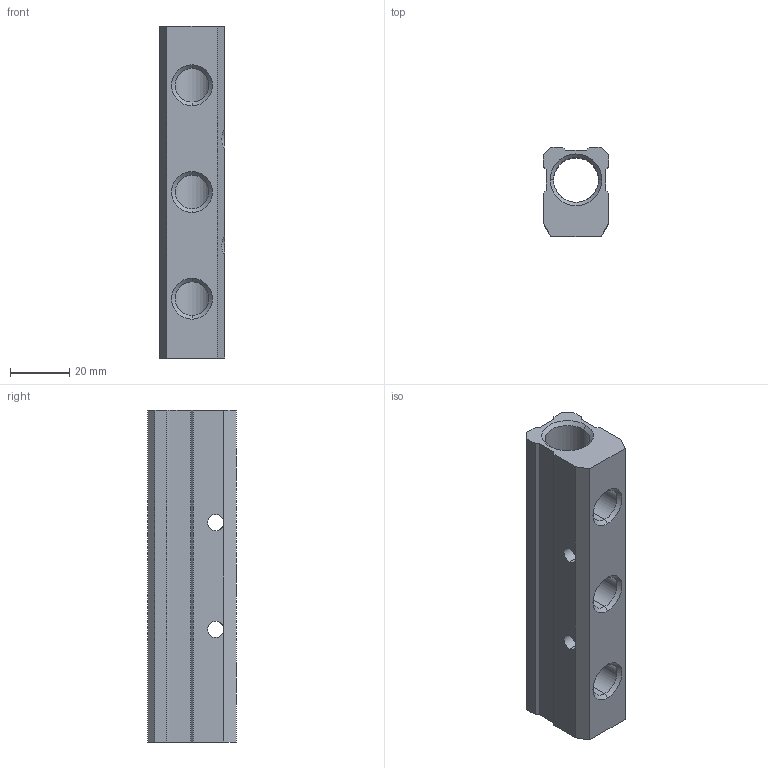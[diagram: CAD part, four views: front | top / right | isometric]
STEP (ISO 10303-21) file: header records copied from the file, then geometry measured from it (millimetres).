
FILE_DESCRIPTION (( 'STEP AP214' ), '1' );
FILE_NAME ('060470011BD00A.STEP', '2018-11-16T13:16:35', ( 'AIGNEP' ), ( 'Hewlett-Packard Company' ), 'SwSTEP 2.0', 'SolidWorks 2016', '' );
FILE_SCHEMA (( 'AUTOMOTIVE_DESIGN' ));
Length unit declared in the file: millimetre
Products named in the file (1): 060470011BD00A
Bounding box: 22 x 30 x 112 mm (x, y, z)
Volume: 44015.5 mm3; surface area: 18725.1 mm2
Topology: 1 solids, 1 shells, 58 faces, 156 edges, 98 vertices
Faces by surface type: plane 24, cylinder 20, cone 14
Entity records: 2224 total; most frequent: CARTESIAN_POINT 589, DIRECTION 312, ORIENTED_EDGE 312, EDGE_CURVE 156, AXIS2_PLACEMENT_3D 107, VECTOR 98, LINE 98, VERTEX_POINT 98
